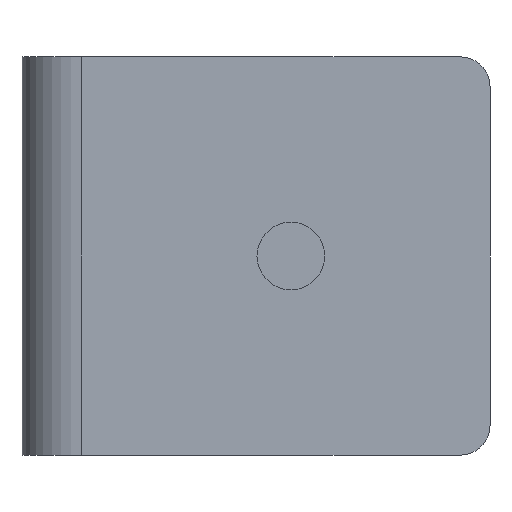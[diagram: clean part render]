
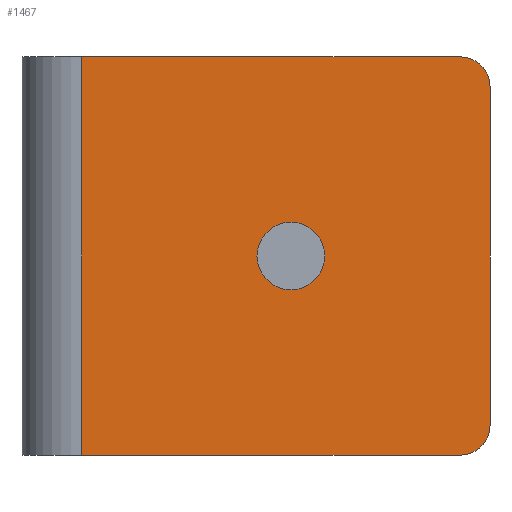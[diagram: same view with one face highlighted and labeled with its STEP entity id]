
A CAD part, front view. The second image highlights one B-rep face of the part: STEP entity #1467.
In plain terms, the highlighted planar face has unit normal (0, -1, 0).
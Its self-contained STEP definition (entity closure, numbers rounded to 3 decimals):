
#16 = DIRECTION ( 'NONE',  ( 0., 0., 1. ) ) ;
#18 = ORIENTED_EDGE ( 'NONE', *, *, #2147, .F. ) ;
#41 = EDGE_CURVE ( 'NONE', #1922, #454, #1658, .T. ) ;
#86 = FACE_OUTER_BOUND ( 'NONE', #1096, .T. ) ;
#101 = CARTESIAN_POINT ( 'NONE',  ( 47., 0., 37. ) ) ;
#247 = CARTESIAN_POINT ( 'NONE',  ( 44., 0., 0. ) ) ;
#254 = EDGE_CURVE ( 'NONE', #2070, #748, #2376, .T. ) ;
#336 = CARTESIAN_POINT ( 'NONE',  ( 44., 0., 37. ) ) ;
#337 = CARTESIAN_POINT ( 'NONE',  ( 27., 0., 16.6 ) ) ;
#361 = DIRECTION ( 'NONE',  ( 1., 0., 0. ) ) ;
#421 = LINE ( 'NONE', #1331, #459 ) ;
#454 = VERTEX_POINT ( 'NONE', #1814 ) ;
#459 = VECTOR ( 'NONE', #2889, 1000. ) ;
#513 = EDGE_CURVE ( 'NONE', #2070, #2470, #2023, .T. ) ;
#560 = DIRECTION ( 'NONE',  ( 0., -1., 0. ) ) ;
#567 = LINE ( 'NONE', #1476, #1555 ) ;
#625 = DIRECTION ( 'NONE',  ( 0., 0., -1. ) ) ;
#748 = VERTEX_POINT ( 'NONE', #1716 ) ;
#972 = CARTESIAN_POINT ( 'NONE',  ( 27., 0., 20. ) ) ;
#982 = DIRECTION ( 'NONE',  ( 0., -1., 0. ) ) ;
#999 = CARTESIAN_POINT ( 'NONE',  ( 0., 0., 40. ) ) ;
#1043 = EDGE_CURVE ( 'NONE', #1655, #1537, #1813, .T. ) ;
#1058 = VERTEX_POINT ( 'NONE', #247 ) ;
#1073 = AXIS2_PLACEMENT_3D ( 'NONE', #999, #1891, #2776 ) ;
#1096 = EDGE_LOOP ( 'NONE', ( #2623, #1341, #18, #1755, #2427, #2454 ) ) ;
#1157 = DIRECTION ( 'NONE',  ( 0., 0., 1. ) ) ;
#1195 = DIRECTION ( 'NONE',  ( 0., 0., -1. ) ) ;
#1221 = CARTESIAN_POINT ( 'NONE',  ( 6., 0., 40. ) ) ;
#1284 = EDGE_CURVE ( 'NONE', #454, #1058, #421, .T. ) ;
#1331 = CARTESIAN_POINT ( 'NONE',  ( 0., 0., 0. ) ) ;
#1341 = ORIENTED_EDGE ( 'NONE', *, *, #513, .T. ) ;
#1467 = ADVANCED_FACE ( 'NONE', ( #2326, #86 ), #2802, .F. ) ;
#1476 = CARTESIAN_POINT ( 'NONE',  ( 0., 0., 40. ) ) ;
#1537 = VERTEX_POINT ( 'NONE', #337 ) ;
#1555 = VECTOR ( 'NONE', #361, 1000. ) ;
#1562 = AXIS2_PLACEMENT_3D ( 'NONE', #2318, #982, #1157 ) ;
#1598 = VECTOR ( 'NONE', #1195, 1000. ) ;
#1606 = CARTESIAN_POINT ( 'NONE',  ( 27., 0., 20. ) ) ;
#1655 = VERTEX_POINT ( 'NONE', #2197 ) ;
#1658 = LINE ( 'NONE', #1221, #1598 ) ;
#1672 = DIRECTION ( 'NONE',  ( 0., 1., 0. ) ) ;
#1716 = CARTESIAN_POINT ( 'NONE',  ( 47., 0., 3. ) ) ;
#1745 = AXIS2_PLACEMENT_3D ( 'NONE', #972, #1672, #2566 ) ;
#1755 = ORIENTED_EDGE ( 'NONE', *, *, #41, .T. ) ;
#1778 = CARTESIAN_POINT ( 'NONE',  ( 47., 0., 40. ) ) ;
#1810 = ORIENTED_EDGE ( 'NONE', *, *, #1043, .T. ) ;
#1813 = CIRCLE ( 'NONE', #2178, 3.4 ) ;
#1814 = CARTESIAN_POINT ( 'NONE',  ( 6., 0., 0. ) ) ;
#1891 = DIRECTION ( 'NONE',  ( 0., 1., 0. ) ) ;
#1922 = VERTEX_POINT ( 'NONE', #2521 ) ;
#1947 = EDGE_LOOP ( 'NONE', ( #1810, #2141 ) ) ;
#2023 = CIRCLE ( 'NONE', #2349, 3. ) ;
#2050 = EDGE_CURVE ( 'NONE', #1537, #1655, #2080, .T. ) ;
#2070 = VERTEX_POINT ( 'NONE', #101 ) ;
#2080 = CIRCLE ( 'NONE', #1745, 3.4 ) ;
#2141 = ORIENTED_EDGE ( 'NONE', *, *, #2050, .T. ) ;
#2147 = EDGE_CURVE ( 'NONE', #1922, #2470, #567, .T. ) ;
#2178 = AXIS2_PLACEMENT_3D ( 'NONE', #1606, #2531, #16 ) ;
#2197 = CARTESIAN_POINT ( 'NONE',  ( 27., 0., 23.4 ) ) ;
#2318 = CARTESIAN_POINT ( 'NONE',  ( 44., 0., 3. ) ) ;
#2322 = VECTOR ( 'NONE', #625, 1000. ) ;
#2326 = FACE_BOUND ( 'NONE', #1947, .T. ) ;
#2349 = AXIS2_PLACEMENT_3D ( 'NONE', #336, #560, #2762 ) ;
#2376 = LINE ( 'NONE', #1778, #2322 ) ;
#2427 = ORIENTED_EDGE ( 'NONE', *, *, #1284, .T. ) ;
#2454 = ORIENTED_EDGE ( 'NONE', *, *, #2475, .T. ) ;
#2470 = VERTEX_POINT ( 'NONE', #2722 ) ;
#2475 = EDGE_CURVE ( 'NONE', #1058, #748, #2592, .T. ) ;
#2521 = CARTESIAN_POINT ( 'NONE',  ( 6., 0., 40. ) ) ;
#2531 = DIRECTION ( 'NONE',  ( 0., 1., 0. ) ) ;
#2566 = DIRECTION ( 'NONE',  ( 0., 0., 1. ) ) ;
#2592 = CIRCLE ( 'NONE', #1562, 3. ) ;
#2623 = ORIENTED_EDGE ( 'NONE', *, *, #254, .F. ) ;
#2722 = CARTESIAN_POINT ( 'NONE',  ( 44., 0., 40. ) ) ;
#2762 = DIRECTION ( 'NONE',  ( 0., 0., 1. ) ) ;
#2776 = DIRECTION ( 'NONE',  ( 0., 0., 1. ) ) ;
#2802 = PLANE ( 'NONE',  #1073 ) ;
#2889 = DIRECTION ( 'NONE',  ( 1., 0., 0. ) ) ;
